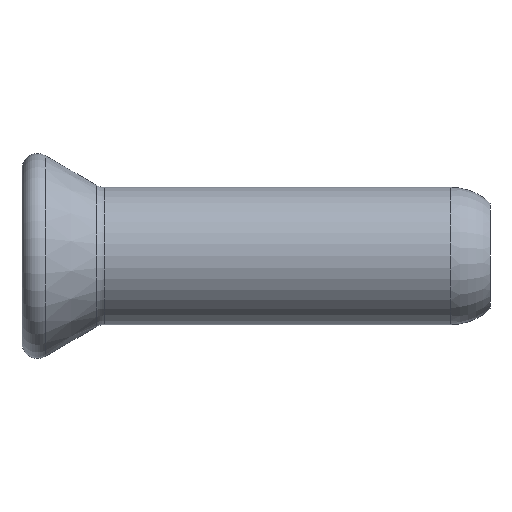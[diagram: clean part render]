
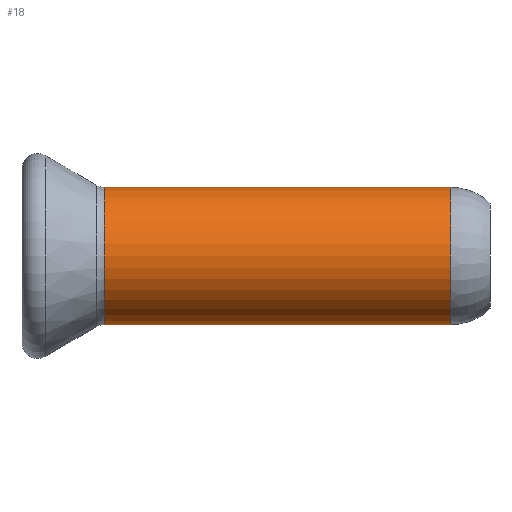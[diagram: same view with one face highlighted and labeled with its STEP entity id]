
A CAD part, left-side view. The second image highlights one B-rep face of the part: STEP entity #18.
In plain terms, the highlighted cylindrical face has radius 4.4 mm (diameter 8.8 mm), a partial arc.
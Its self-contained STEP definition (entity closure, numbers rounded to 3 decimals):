
#18 = ADVANCED_FACE ( 'NONE', ( #135 ), #134, .T. ) ;
#19 = EDGE_LOOP ( 'NONE', ( #20, #21, #163, #164 ) ) ;
#20 = ORIENTED_EDGE ( 'NONE', *, *, #46, .F. ) ;
#21 = ORIENTED_EDGE ( 'NONE', *, *, #162, .T. ) ;
#30 = EDGE_CURVE ( 'NONE', #51, #117, #235, .T. ) ;
#46 = EDGE_CURVE ( 'NONE', #129, #115, #207, .T. ) ;
#51 = VERTEX_POINT ( 'NONE', #246 ) ;
#110 = DIRECTION ( 'NONE',  ( 0., 0., 1. ) ) ;
#111 = DIRECTION ( 'NONE',  ( 0., 1., 0. ) ) ;
#112 = CARTESIAN_POINT ( 'NONE',  ( 0., 32.662, 0. ) ) ;
#115 = VERTEX_POINT ( 'NONE', #267 ) ;
#117 = VERTEX_POINT ( 'NONE', #266 ) ;
#118 = EDGE_CURVE ( 'NONE', #117, #115, #265, .T. ) ;
#129 = VERTEX_POINT ( 'NONE', #320 ) ;
#133 = AXIS2_PLACEMENT_3D ( 'NONE', #112, #111, #110 ) ;
#134 = CYLINDRICAL_SURFACE ( 'NONE', #133, 4.4 ) ;
#135 = FACE_OUTER_BOUND ( 'NONE', #19, .T. ) ;
#162 = EDGE_CURVE ( 'NONE', #129, #51, #423, .T. ) ;
#163 = ORIENTED_EDGE ( 'NONE', *, *, #30, .T. ) ;
#164 = ORIENTED_EDGE ( 'NONE', *, *, #118, .T. ) ;
#207 = LINE ( 'NONE', #223, #222 ) ;
#221 = DIRECTION ( 'NONE',  ( 0., 1., 0. ) ) ;
#222 = VECTOR ( 'NONE', #221, 1000. ) ;
#223 = CARTESIAN_POINT ( 'NONE',  ( 0., 32.662, -4.4 ) ) ;
#231 = DIRECTION ( 'NONE',  ( 0., 1., 0. ) ) ;
#233 = VECTOR ( 'NONE', #231, 1000. ) ;
#234 = CARTESIAN_POINT ( 'NONE',  ( 0., 32.662, 4.4 ) ) ;
#235 = LINE ( 'NONE', #234, #233 ) ;
#246 = CARTESIAN_POINT ( 'NONE',  ( 0., 2.5, 4.4 ) ) ;
#261 = DIRECTION ( 'NONE',  ( 0., 0., 1. ) ) ;
#262 = DIRECTION ( 'NONE',  ( 0., -1., 0. ) ) ;
#263 = CARTESIAN_POINT ( 'NONE',  ( 0., 24.73, 0. ) ) ;
#264 = AXIS2_PLACEMENT_3D ( 'NONE', #263, #262, #261 ) ;
#265 = CIRCLE ( 'NONE', #264, 4.4 ) ;
#266 = CARTESIAN_POINT ( 'NONE',  ( 0., 24.73, 4.4 ) ) ;
#267 = CARTESIAN_POINT ( 'NONE',  ( 0., 24.73, -4.4 ) ) ;
#320 = CARTESIAN_POINT ( 'NONE',  ( 0., 2.5, -4.4 ) ) ;
#419 = DIRECTION ( 'NONE',  ( 0., 0., 1. ) ) ;
#420 = DIRECTION ( 'NONE',  ( 0., 1., 0. ) ) ;
#421 = CARTESIAN_POINT ( 'NONE',  ( 0., 2.5, 0. ) ) ;
#422 = AXIS2_PLACEMENT_3D ( 'NONE', #421, #420, #419 ) ;
#423 = CIRCLE ( 'NONE', #422, 4.4 ) ;
